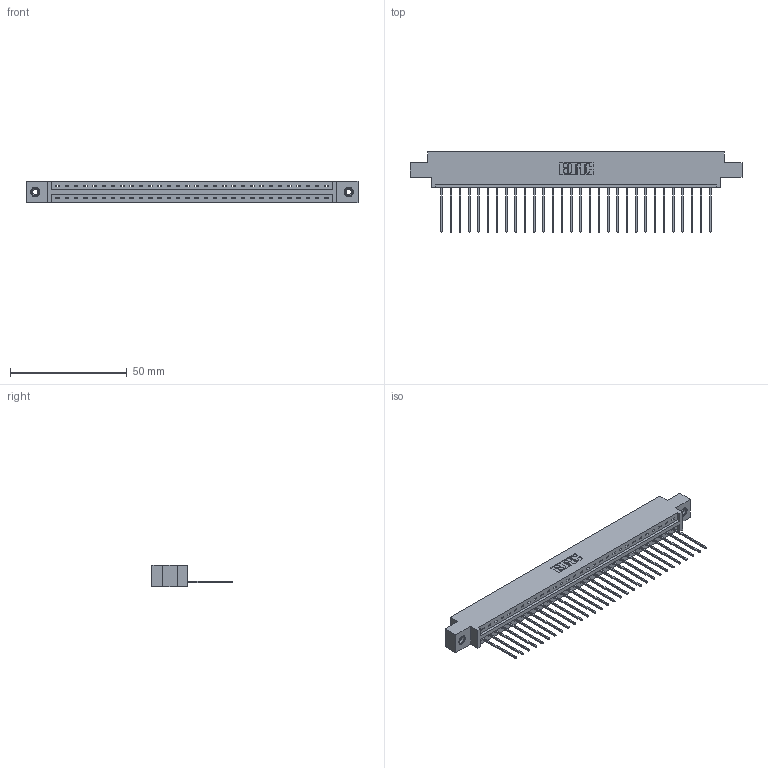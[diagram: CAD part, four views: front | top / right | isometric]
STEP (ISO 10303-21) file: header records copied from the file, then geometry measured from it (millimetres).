
FILE_DESCRIPTION (( 'STEP AP203' ), '1' );
FILE_NAME ('337-030-541-608.STEP', '2019-10-01T00:03:24', ( '' ), ( '' ), 'SwSTEP 2.0', 'SolidWorks 2016', '' );
FILE_SCHEMA (( 'CONFIG_CONTROL_DESIGN' ));
Length unit declared in the file: inch
Products named in the file (4): 345-292-001_345-293-141; 337-030-541-608; 345-250-001_345-250-003-102; 337 Part_0.170 Offset - 0.156 Dia-TI
Assembly tree (33 placements, depth 2):
  337-030-541-608
    337 Part_0.170 Offset - 0.156 Dia-TI
    345-292-001_345-293-141  x30
    345-250-001_345-250-003-102  x2
Bounding box: 141.88 x 34.3 x 9.4 mm (x, y, z)
Volume: 14571.3 mm3; surface area: 15725.8 mm2
Topology: 33 solids, 33 shells, 2038 faces, 6099 edges, 4018 vertices
Faces by surface type: plane 1486, cylinder 536, cone 12, torus 4
Entity records: 25188 total; most frequent: CARTESIAN_POINT 4367, ORIENTED_EDGE 4326, DIRECTION 3733, EDGE_CURVE 2163, LINE 2015, VECTOR 2015, VERTEX_POINT 1436, AXIS2_PLACEMENT_3D 859
